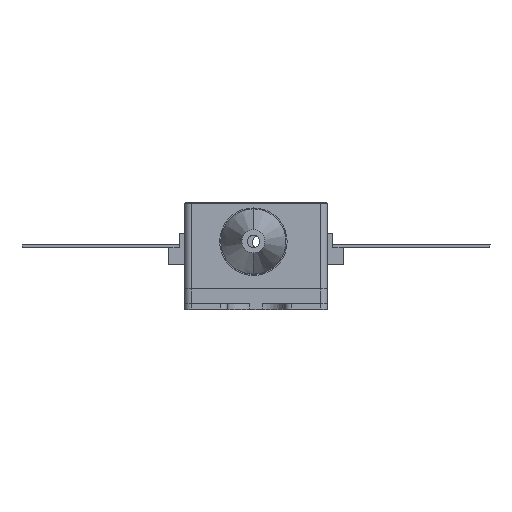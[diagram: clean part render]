
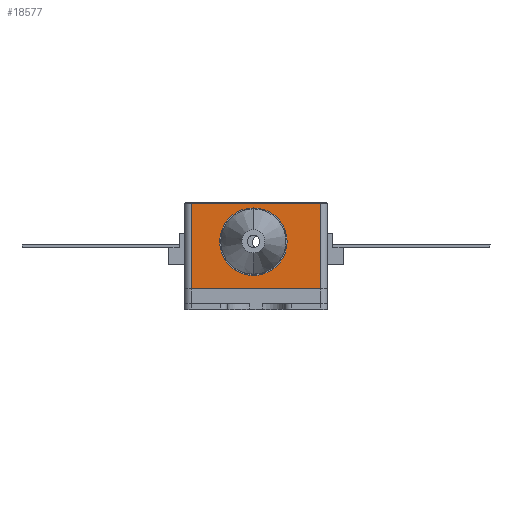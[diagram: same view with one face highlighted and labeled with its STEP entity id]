
A CAD part, top view. The second image highlights one B-rep face of the part: STEP entity #18577.
In plain terms, the highlighted planar face has unit normal (0, 0, 1).
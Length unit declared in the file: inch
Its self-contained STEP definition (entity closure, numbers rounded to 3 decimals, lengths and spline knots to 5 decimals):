
#1049 = CARTESIAN_POINT ( 'NONE',  ( -3.13031, -0.23317, 2.21525 ) ) ;
#1154 = DIRECTION ( 'NONE',  ( 1., 0., 0. ) ) ;
#1203 = VERTEX_POINT ( 'NONE', #1049 ) ;
#1669 = LINE ( 'NONE', #18982, #19750 ) ;
#2229 = ORIENTED_EDGE ( 'NONE', *, *, #15506, .F. ) ;
#2748 = CARTESIAN_POINT ( 'NONE',  ( -3.06781, -0.23317, 2.21525 ) ) ;
#3112 = CIRCLE ( 'NONE', #20046, 0.0625 ) ;
#3261 = EDGE_LOOP ( 'NONE', ( #20372, #5499, #8088, #8434 ) ) ;
#3670 = EDGE_CURVE ( 'NONE', #11982, #20012, #16443, .T. ) ;
#4366 = VECTOR ( 'NONE', #10047, 39.37008 ) ;
#4370 = DIRECTION ( 'NONE',  ( 0., 0., 1. ) ) ;
#5499 = ORIENTED_EDGE ( 'NONE', *, *, #21143, .T. ) ;
#5549 = DIRECTION ( 'NONE',  ( -1., 0., 0. ) ) ;
#5801 = VECTOR ( 'NONE', #7282, 39.37008 ) ;
#5993 = CARTESIAN_POINT ( 'NONE',  ( -3.30859, -0.39852, 2.21525 ) ) ;
#6097 = DIRECTION ( 'NONE',  ( 0., 0., 1. ) ) ;
#7259 = EDGE_CURVE ( 'NONE', #14843, #11982, #18137, .T. ) ;
#7282 = DIRECTION ( 'NONE',  ( 0., 1., 0. ) ) ;
#7472 = DIRECTION ( 'NONE',  ( 1., 0., 0. ) ) ;
#7812 = EDGE_LOOP ( 'NONE', ( #2229, #9728 ) ) ;
#8088 = ORIENTED_EDGE ( 'NONE', *, *, #18519, .T. ) ;
#8121 = VERTEX_POINT ( 'NONE', #11357 ) ;
#8434 = ORIENTED_EDGE ( 'NONE', *, *, #7259, .T. ) ;
#8682 = CARTESIAN_POINT ( 'NONE',  ( -2.83222, -0.09931, 2.21525 ) ) ;
#8924 = CARTESIAN_POINT ( 'NONE',  ( -3.06781, -0.23317, 2.21525 ) ) ;
#9728 = ORIENTED_EDGE ( 'NONE', *, *, #10221, .F. ) ;
#10047 = DIRECTION ( 'NONE',  ( 0., -1., 0. ) ) ;
#10221 = EDGE_CURVE ( 'NONE', #1203, #20212, #3112, .T. ) ;
#10348 = CARTESIAN_POINT ( 'NONE',  ( -3.30859, -0.09931, 2.21525 ) ) ;
#10526 = CARTESIAN_POINT ( 'NONE',  ( -2.83222, -0.09931, 2.21525 ) ) ;
#11357 = CARTESIAN_POINT ( 'NONE',  ( -3.28497, -0.39852, 2.21525 ) ) ;
#11783 = CARTESIAN_POINT ( 'NONE',  ( -3.28497, -0.39852, 2.21525 ) ) ;
#11982 = VERTEX_POINT ( 'NONE', #8682 ) ;
#12909 = FACE_BOUND ( 'NONE', #7812, .T. ) ;
#14033 = CARTESIAN_POINT ( 'NONE',  ( -3.00531, -0.23317, 2.21525 ) ) ;
#14097 = VECTOR ( 'NONE', #5549, 39.37008 ) ;
#14272 = AXIS2_PLACEMENT_3D ( 'NONE', #5993, #4370, #1154 ) ;
#14611 = LINE ( 'NONE', #11783, #4366 ) ;
#14843 = VERTEX_POINT ( 'NONE', #17894 ) ;
#15506 = EDGE_CURVE ( 'NONE', #20212, #1203, #17715, .T. ) ;
#16443 = LINE ( 'NONE', #10348, #14097 ) ;
#17715 = CIRCLE ( 'NONE', #20646, 0.0625 ) ;
#17894 = CARTESIAN_POINT ( 'NONE',  ( -2.83222, -0.39852, 2.21525 ) ) ;
#18137 = LINE ( 'NONE', #10526, #5801 ) ;
#18519 = EDGE_CURVE ( 'NONE', #8121, #14843, #1669, .T. ) ;
#18577 = ADVANCED_FACE ( 'NONE', ( #12909, #18966 ), #19421, .T. ) ;
#18966 = FACE_OUTER_BOUND ( 'NONE', #3261, .T. ) ;
#18982 = CARTESIAN_POINT ( 'NONE',  ( -3.30859, -0.39852, 2.21525 ) ) ;
#19030 = DIRECTION ( 'NONE',  ( 1., 0., 0. ) ) ;
#19107 = DIRECTION ( 'NONE',  ( 0., 0., 1. ) ) ;
#19421 = PLANE ( 'NONE',  #14272 ) ;
#19750 = VECTOR ( 'NONE', #7472, 39.37008 ) ;
#20012 = VERTEX_POINT ( 'NONE', #20114 ) ;
#20046 = AXIS2_PLACEMENT_3D ( 'NONE', #8924, #19107, #19030 ) ;
#20114 = CARTESIAN_POINT ( 'NONE',  ( -3.28497, -0.09931, 2.21525 ) ) ;
#20212 = VERTEX_POINT ( 'NONE', #14033 ) ;
#20372 = ORIENTED_EDGE ( 'NONE', *, *, #3670, .T. ) ;
#20646 = AXIS2_PLACEMENT_3D ( 'NONE', #2748, #6097, #21332 ) ;
#21143 = EDGE_CURVE ( 'NONE', #20012, #8121, #14611, .T. ) ;
#21332 = DIRECTION ( 'NONE',  ( 1., 0., 0. ) ) ;
